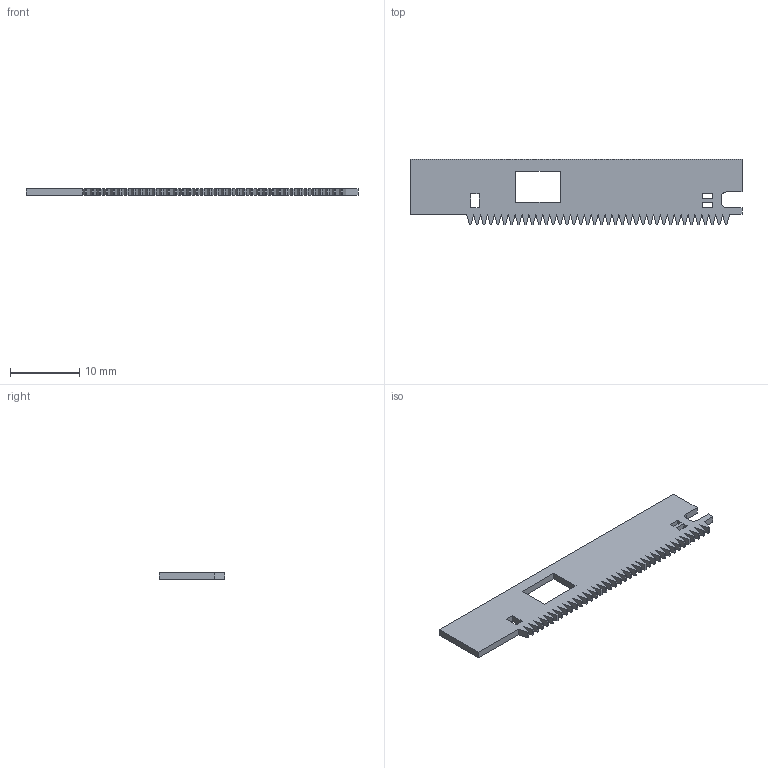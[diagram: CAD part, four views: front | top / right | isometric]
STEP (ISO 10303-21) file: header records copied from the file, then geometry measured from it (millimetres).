
FILE_DESCRIPTION(('produced by SPATIAL CORP'),'2;1');
FILE_NAME( 'slider_.prt.hh.sat.stp' ,'2002-04-19T14:07:34+00:00',('SPATIAL CORP'),('SPATIAL CORP'), 'ACIS STEP Husk','http://www.spatial.com','SPATIAL CORP');
FILE_SCHEMA(('CONFIG_CONTROL_DESIGN'));
Length unit declared in the file: millimetre
Products named in the file (1): PRODUCT_ID_1
Bounding box: 48 x 9.51 x 1 mm (x, y, z)
Volume: 379.3 mm3; surface area: 998.4 mm2
Topology: 1 solids, 1 shells, 143 faces, 423 edges, 282 vertices
Faces by surface type: plane 141, cylinder 2
Entity records: 4782 total; most frequent: CARTESIAN_POINT 848, ORIENTED_EDGE 846, DIRECTION 713, EDGE_CURVE 423, VECTOR 419, LINE 419, VERTEX_POINT 282, EDGE_LOOP 151
